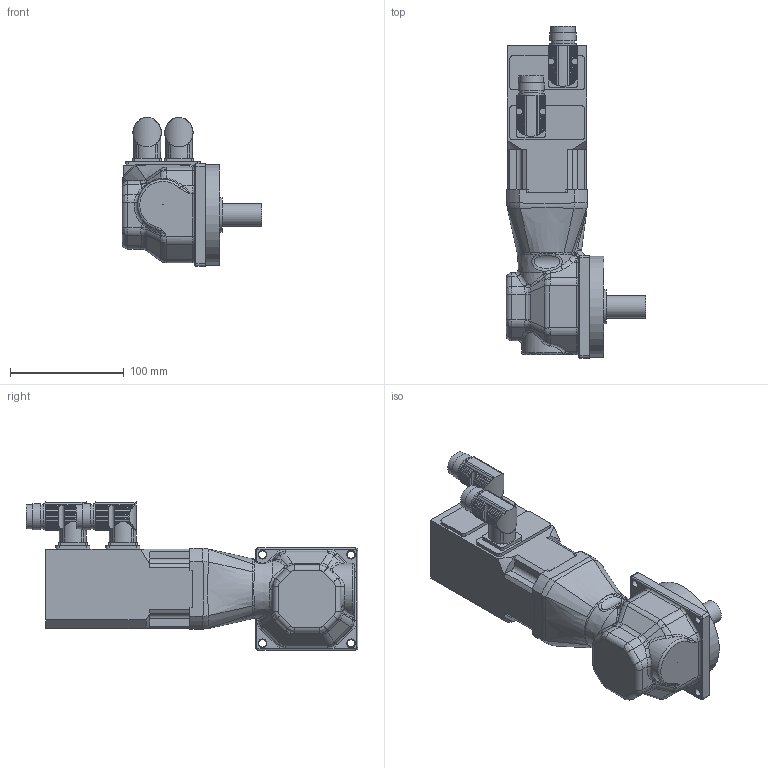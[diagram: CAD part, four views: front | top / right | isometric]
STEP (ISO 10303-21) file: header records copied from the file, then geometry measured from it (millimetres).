
FILE_DESCRIPTION(/* description */ (''),/* implementation_level */ '2;1');
FILE_NAME(/* name */ 'KSG2104Q_MF_R4_DED55',/* time_stamp */ '2009-02-06T14:22:03+01:00',/* author */ (''),/* organization */ (''),/* preprocessor_version */ 'ST-DEVELOPER v8',/* originating_system */ 'UNIGRAPHICS SOLUTIONS - UNIGRAPHICS 18.0',/* authorisation */ '');
FILE_SCHEMA (('AUTOMOTIVE_DESIGN { 1 2 10303 214 0 1 1 1 }'));
Products named in the file (3): Winkelflanschdose_0; Getrrumpf_SG210_DED_0; KSG2104Q_MF_R4_DED55_0
Assembly tree (3 placements, depth 2):
  KSG2104Q_MF_R4_DED55_0
    Getrrumpf_SG210_DED_0
    Winkelflanschdose_0  x2
Bounding box: 123 x 292.15 x 130.49 mm (x, y, z)
Volume: 1027800.8 mm3; surface area: 149759.2 mm2
Topology: 4 solids, 12 shells, 1075 faces, 2805 edges, 1748 vertices
Faces by surface type: cylinder 539, bspline 214, plane 183, cone 74, torus 49, sphere 16
Full cylindrical faces by diameter (mm): 0.092 x1, 3.3 x8, 4.2 x16, 6.6 x4, 16 x2, 20 x4, 21 x2, 21.5 x2, 23 x4, 30 x1, 34 x1, 37 x2, 40 x2, 40.001 x2, 41.2 x1, 42 x1, 63 x1, 65 x1, 68 x1, 89 x1
Entity records: 64425 total; most frequent: CARTESIAN_POINT 44947, ORIENTED_EDGE 4316, DIRECTION 3420, EDGE_CURVE 2158, AXIS2_PLACEMENT_3D 1404, VERTEX_POINT 1400, EDGE_LOOP 1028, ADVANCED_FACE 911
